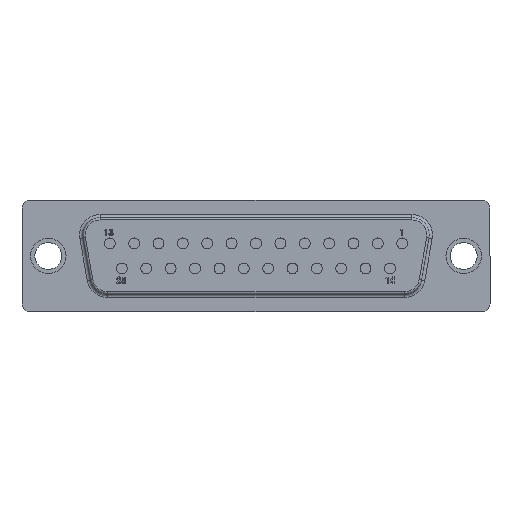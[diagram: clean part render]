
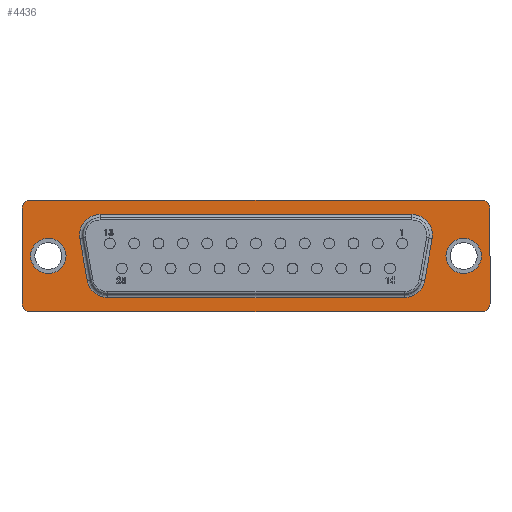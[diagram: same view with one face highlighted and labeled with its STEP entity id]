
A CAD part, top view. The second image highlights one B-rep face of the part: STEP entity #4436.
In plain terms, the highlighted planar face has unit normal (0, 0, 1).
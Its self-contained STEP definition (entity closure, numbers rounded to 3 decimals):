
#3078=CARTESIAN_POINT('',(25.521,0.,5.753));
#3079=VERTEX_POINT('',#3078);
#3095=CARTESIAN_POINT('',(21.521,0.,5.753));
#3096=VERTEX_POINT('',#3095);
#3103=CARTESIAN_POINT('',(23.521,0.,5.753));
#3104=DIRECTION('',(0.0,0.0,-1.0));
#3105=DIRECTION('',(1.0,0.0,0.0));
#3106=AXIS2_PLACEMENT_3D('',#3103,#3104,#3105);
#3107=CIRCLE('',#3106,2.0);
#3108=EDGE_CURVE('',#3079,#3096,#3107,.T.);
#3120=CARTESIAN_POINT('',(-21.519,0.,5.753));
#3121=VERTEX_POINT('',#3120);
#3137=CARTESIAN_POINT('',(-25.519,0.,5.753));
#3138=VERTEX_POINT('',#3137);
#3145=CARTESIAN_POINT('',(-23.519,0.,5.753));
#3146=DIRECTION('',(0.0,0.0,-1.0));
#3147=DIRECTION('',(1.0,0.0,0.0));
#3148=AXIS2_PLACEMENT_3D('',#3145,#3146,#3147);
#3149=CIRCLE('',#3148,2.0);
#3150=EDGE_CURVE('',#3121,#3138,#3149,.T.);
#3161=CARTESIAN_POINT('',(-23.519,0.,5.753));
#3162=DIRECTION('',(0.0,0.0,-1.0));
#3163=DIRECTION('',(1.0,0.0,0.0));
#3164=AXIS2_PLACEMENT_3D('',#3161,#3162,#3163);
#3165=CIRCLE('',#3164,2.0);
#3166=EDGE_CURVE('',#3138,#3121,#3165,.T.);
#3185=CARTESIAN_POINT('',(23.521,0.,5.753));
#3186=DIRECTION('',(0.0,0.0,-1.0));
#3187=DIRECTION('',(1.0,0.0,0.0));
#3188=AXIS2_PLACEMENT_3D('',#3185,#3186,#3187);
#3189=CIRCLE('',#3188,2.0);
#3190=EDGE_CURVE('',#3096,#3079,#3189,.T.);
#3897=CARTESIAN_POINT('',(-17.651,4.712,5.753));
#3898=VERTEX_POINT('',#3897);
#3906=CARTESIAN_POINT('',(-19.952,1.969,5.753));
#3907=VERTEX_POINT('',#3906);
#3908=CARTESIAN_POINT('',(-17.651,2.375,5.753));
#3909=DIRECTION('',(0.,0.,1.0));
#3910=DIRECTION('',(-0.766,0.643,0.));
#3911=AXIS2_PLACEMENT_3D('',#3908,#3909,#3910);
#3912=CIRCLE('',#3911,2.337);
#3913=EDGE_CURVE('',#3898,#3907,#3912,.T.);
#3941=CARTESIAN_POINT('',(17.652,4.712,5.753));
#3942=VERTEX_POINT('',#3941);
#3950=CARTESIAN_POINT('',(17.652,4.712,5.753));
#3951=DIRECTION('',(-1.0,0.0,0.0));
#3952=VECTOR('',#3951,35.303);
#3953=LINE('',#3950,#3952);
#3954=EDGE_CURVE('',#3942,#3898,#3953,.T.);
#3971=CARTESIAN_POINT('',(-19.114,-2.781,5.753));
#3972=VERTEX_POINT('',#3971);
#3989=CARTESIAN_POINT('',(-19.952,1.969,5.753));
#3990=DIRECTION('',(0.174,-0.985,0.0));
#3991=VECTOR('',#3990,4.823);
#3992=LINE('',#3989,#3991);
#3993=EDGE_CURVE('',#3907,#3972,#3992,.T.);
#4053=CARTESIAN_POINT('',(19.953,1.969,5.753));
#4054=VERTEX_POINT('',#4053);
#4062=CARTESIAN_POINT('',(17.652,2.375,5.753));
#4063=DIRECTION('',(0.,0.,1.0));
#4064=DIRECTION('',(0.766,0.643,0.));
#4065=AXIS2_PLACEMENT_3D('',#4062,#4063,#4064);
#4066=CIRCLE('',#4065,2.337);
#4067=EDGE_CURVE('',#4054,#3942,#4066,.T.);
#4103=CARTESIAN_POINT('',(-16.813,-4.712,5.753));
#4104=VERTEX_POINT('',#4103);
#4122=CARTESIAN_POINT('',(-16.813,-2.375,5.753));
#4123=DIRECTION('',(0.,0.,1.0));
#4124=DIRECTION('',(-0.643,-0.766,0.));
#4125=AXIS2_PLACEMENT_3D('',#4122,#4123,#4124);
#4126=CIRCLE('',#4125,2.337);
#4127=EDGE_CURVE('',#3972,#4104,#4126,.T.);
#4139=CARTESIAN_POINT('',(19.115,-2.781,5.753));
#4140=VERTEX_POINT('',#4139);
#4148=CARTESIAN_POINT('',(19.115,-2.781,5.753));
#4149=DIRECTION('',(0.174,0.985,0.0));
#4150=VECTOR('',#4149,4.823);
#4151=LINE('',#4148,#4150);
#4152=EDGE_CURVE('',#4140,#4054,#4151,.T.);
#4169=CARTESIAN_POINT('',(16.814,-4.712,5.753));
#4170=VERTEX_POINT('',#4169);
#4187=CARTESIAN_POINT('',(-16.813,-4.712,5.753));
#4188=DIRECTION('',(1.0,0.0,0.0));
#4189=VECTOR('',#4188,33.627);
#4190=LINE('',#4187,#4189);
#4191=EDGE_CURVE('',#4104,#4170,#4190,.T.);
#4228=CARTESIAN_POINT('',(16.814,-2.375,5.753));
#4229=DIRECTION('',(0.,0.,1.0));
#4230=DIRECTION('',(0.643,-0.766,0.));
#4231=AXIS2_PLACEMENT_3D('',#4228,#4229,#4230);
#4232=CIRCLE('',#4231,2.337);
#4233=EDGE_CURVE('',#4170,#4140,#4232,.T.);
#4343=CARTESIAN_POINT('',(0.001,0.,5.753));
#4344=DIRECTION('',(0.0,0.0,1.0));
#4345=DIRECTION('',(1.0,0.0,0.0));
#4346=AXIS2_PLACEMENT_3D('',#4343,#4344,#4345);
#4347=PLANE('',#4346);
#4348=CARTESIAN_POINT('',(25.616,6.299,5.753));
#4349=VERTEX_POINT('',#4348);
#4350=CARTESIAN_POINT('',(26.505,5.41,5.753));
#4351=VERTEX_POINT('',#4350);
#4352=CARTESIAN_POINT('',(25.616,5.41,5.753));
#4353=DIRECTION('',(0.0,0.0,-1.0));
#4354=DIRECTION('',(0.707,0.707,0.0));
#4355=AXIS2_PLACEMENT_3D('',#4352,#4353,#4354);
#4356=CIRCLE('',#4355,0.889);
#4357=EDGE_CURVE('',#4349,#4351,#4356,.T.);
#4358=ORIENTED_EDGE('',*,*,#4357,.F.);
#4359=CARTESIAN_POINT('',(-25.615,6.299,5.753));
#4360=VERTEX_POINT('',#4359);
#4361=CARTESIAN_POINT('',(-25.615,6.299,5.753));
#4362=DIRECTION('',(1.0,0.0,0.0));
#4363=VECTOR('',#4362,51.232);
#4364=LINE('',#4361,#4363);
#4365=EDGE_CURVE('',#4360,#4349,#4364,.T.);
#4366=ORIENTED_EDGE('',*,*,#4365,.F.);
#4367=CARTESIAN_POINT('',(-26.504,5.41,5.753));
#4368=VERTEX_POINT('',#4367);
#4369=CARTESIAN_POINT('',(-25.615,5.41,5.753));
#4370=DIRECTION('',(0.0,0.0,-1.0));
#4371=DIRECTION('',(-0.707,0.707,0.0));
#4372=AXIS2_PLACEMENT_3D('',#4369,#4370,#4371);
#4373=CIRCLE('',#4372,0.889);
#4374=EDGE_CURVE('',#4368,#4360,#4373,.T.);
#4375=ORIENTED_EDGE('',*,*,#4374,.F.);
#4376=CARTESIAN_POINT('',(-26.504,-5.41,5.753));
#4377=VERTEX_POINT('',#4376);
#4378=CARTESIAN_POINT('',(-26.504,-5.41,5.753));
#4379=DIRECTION('',(0.0,1.0,0.0));
#4380=VECTOR('',#4379,10.82);
#4381=LINE('',#4378,#4380);
#4382=EDGE_CURVE('',#4377,#4368,#4381,.T.);
#4383=ORIENTED_EDGE('',*,*,#4382,.F.);
#4384=CARTESIAN_POINT('',(-25.615,-6.299,5.753));
#4385=VERTEX_POINT('',#4384);
#4386=CARTESIAN_POINT('',(-25.615,-5.41,5.753));
#4387=DIRECTION('',(0.0,0.0,-1.0));
#4388=DIRECTION('',(-0.707,-0.707,0.0));
#4389=AXIS2_PLACEMENT_3D('',#4386,#4387,#4388);
#4390=CIRCLE('',#4389,0.889);
#4391=EDGE_CURVE('',#4385,#4377,#4390,.T.);
#4392=ORIENTED_EDGE('',*,*,#4391,.F.);
#4393=CARTESIAN_POINT('',(25.616,-6.299,5.753));
#4394=VERTEX_POINT('',#4393);
#4395=CARTESIAN_POINT('',(25.616,-6.299,5.753));
#4396=DIRECTION('',(-1.0,0.0,0.0));
#4397=VECTOR('',#4396,51.232);
#4398=LINE('',#4395,#4397);
#4399=EDGE_CURVE('',#4394,#4385,#4398,.T.);
#4400=ORIENTED_EDGE('',*,*,#4399,.F.);
#4401=CARTESIAN_POINT('',(26.505,-5.41,5.753));
#4402=VERTEX_POINT('',#4401);
#4403=CARTESIAN_POINT('',(25.616,-5.41,5.753));
#4404=DIRECTION('',(0.0,0.0,-1.0));
#4405=DIRECTION('',(0.707,-0.707,0.0));
#4406=AXIS2_PLACEMENT_3D('',#4403,#4404,#4405);
#4407=CIRCLE('',#4406,0.889);
#4408=EDGE_CURVE('',#4402,#4394,#4407,.T.);
#4409=ORIENTED_EDGE('',*,*,#4408,.F.);
#4410=CARTESIAN_POINT('',(26.505,5.41,5.753));
#4411=DIRECTION('',(0.0,-1.0,0.0));
#4412=VECTOR('',#4411,10.82);
#4413=LINE('',#4410,#4412);
#4414=EDGE_CURVE('',#4351,#4402,#4413,.T.);
#4415=ORIENTED_EDGE('',*,*,#4414,.F.);
#4416=EDGE_LOOP('',(#4358,#4366,#4375,#4383,#4392,#4400,#4409,#4415));
#4417=FACE_OUTER_BOUND('',#4416,.T.);
#4418=ORIENTED_EDGE('',*,*,#3166,.T.);
#4419=ORIENTED_EDGE('',*,*,#3150,.T.);
#4420=EDGE_LOOP('',(#4418,#4419));
#4421=FACE_BOUND('',#4420,.T.);
#4422=ORIENTED_EDGE('',*,*,#3190,.T.);
#4423=ORIENTED_EDGE('',*,*,#3108,.T.);
#4424=EDGE_LOOP('',(#4422,#4423));
#4425=FACE_BOUND('',#4424,.T.);
#4426=ORIENTED_EDGE('',*,*,#3913,.F.);
#4427=ORIENTED_EDGE('',*,*,#3954,.F.);
#4428=ORIENTED_EDGE('',*,*,#4067,.F.);
#4429=ORIENTED_EDGE('',*,*,#4152,.F.);
#4430=ORIENTED_EDGE('',*,*,#4233,.F.);
#4431=ORIENTED_EDGE('',*,*,#4191,.F.);
#4432=ORIENTED_EDGE('',*,*,#4127,.F.);
#4433=ORIENTED_EDGE('',*,*,#3993,.F.);
#4434=EDGE_LOOP('',(#4426,#4427,#4428,#4429,#4430,#4431,#4432,#4433));
#4435=FACE_BOUND('',#4434,.T.);
#4436=ADVANCED_FACE('',(#4417,#4421,#4425,#4435),#4347,.T.);
